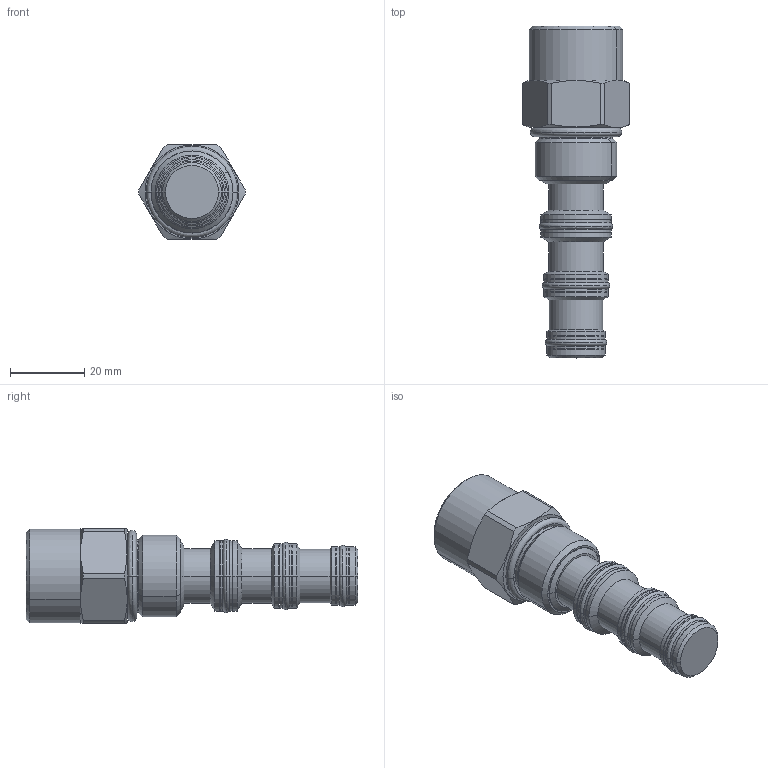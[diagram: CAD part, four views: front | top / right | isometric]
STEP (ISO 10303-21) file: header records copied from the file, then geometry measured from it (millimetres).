
FILE_DESCRIPTION((''),'2;1');
FILE_NAME('5419800_SW0001','2009-01-29T',('JCS'),(''),'PRO/ENGINEER BY PARAMETRIC TECHNOLOGY CORPORATION, 2008010','PRO/ENGINEER BY PARAMETRIC TECHNOLOGY CORPORATION, 2008010','');
FILE_SCHEMA(('CONFIG_CONTROL_DESIGN'));
Length unit declared in the file: inch
Products named in the file (1): 5419800_SW0001
Bounding box: 28.57 x 89.26 x 25.4 mm (x, y, z)
Volume: 28839.2 mm3; surface area: 9832.3 mm2
Topology: 5 solids, 6 shells, 163 faces, 338 edges, 192 vertices
Faces by surface type: cylinder 50, cone 40, revolution 32, plane 23, torus 18
Entity records: 4928 total; most frequent: CARTESIAN_POINT 1381, DIRECTION 778, ORIENTED_EDGE 676, EDGE_CURVE 338, AXIS2_PLACEMENT_3D 325, CIRCLE 194, VERTEX_POINT 192, EDGE_LOOP 178
